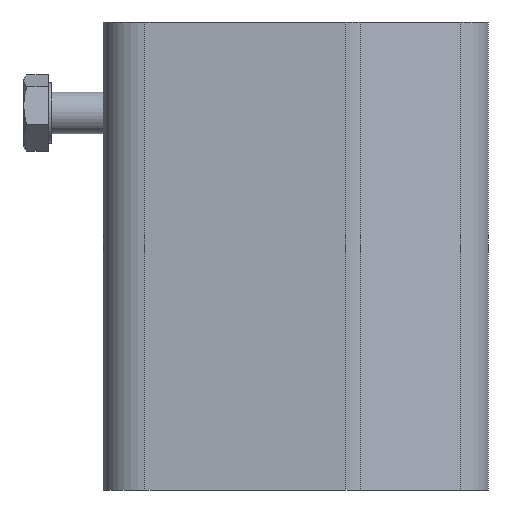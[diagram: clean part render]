
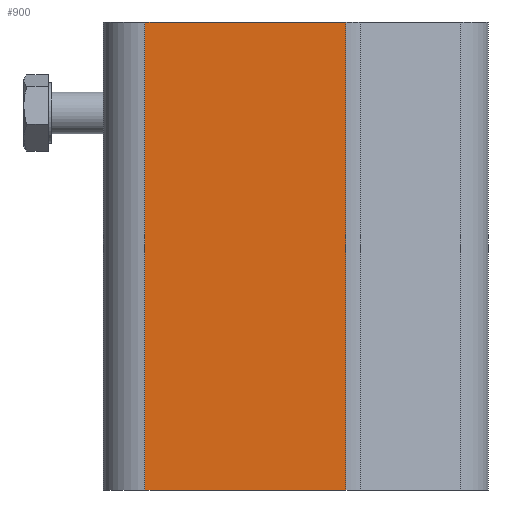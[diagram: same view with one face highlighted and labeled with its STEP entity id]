
A CAD part, left-side view. The second image highlights one B-rep face of the part: STEP entity #900.
In plain terms, the highlighted planar face has unit normal (-1, 0, 0).
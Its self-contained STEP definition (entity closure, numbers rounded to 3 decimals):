
#54=PLANE('',#1034);
#86=FACE_OUTER_BOUND('',#137,.T.);
#137=EDGE_LOOP('',(#660,#661,#662,#663));
#193=LINE('',#1417,#270);
#210=LINE('',#1474,#287);
#211=LINE('',#1477,#288);
#212=LINE('',#1478,#289);
#270=VECTOR('',#1138,10.);
#287=VECTOR('',#1185,10.);
#288=VECTOR('',#1188,10.);
#289=VECTOR('',#1189,10.);
#398=VERTEX_POINT('',#1414);
#399=VERTEX_POINT('',#1416);
#424=VERTEX_POINT('',#1472);
#425=VERTEX_POINT('',#1476);
#489=EDGE_CURVE('',#399,#398,#193,.T.);
#518=EDGE_CURVE('',#424,#398,#210,.T.);
#519=EDGE_CURVE('',#424,#425,#211,.T.);
#520=EDGE_CURVE('',#425,#399,#212,.T.);
#660=ORIENTED_EDGE('',*,*,#519,.T.);
#661=ORIENTED_EDGE('',*,*,#520,.T.);
#662=ORIENTED_EDGE('',*,*,#489,.T.);
#663=ORIENTED_EDGE('',*,*,#518,.F.);
#900=ADVANCED_FACE('',(#86),#54,.T.);
#1034=AXIS2_PLACEMENT_3D('',#1475,#1186,#1187);
#1138=DIRECTION('',(0.,-1.,0.));
#1185=DIRECTION('',(0.,0.,-1.));
#1186=DIRECTION('center_axis',(-1.,0.,0.));
#1187=DIRECTION('ref_axis',(0.,0.,1.));
#1188=DIRECTION('',(0.,1.,0.));
#1189=DIRECTION('',(0.,0.,-1.));
#1414=CARTESIAN_POINT('',(-39.5,21.353,-45.));
#1416=CARTESIAN_POINT('',(-39.5,60.,-45.));
#1417=CARTESIAN_POINT('',(-39.5,21.353,-45.));
#1472=CARTESIAN_POINT('',(-39.5,21.353,45.));
#1474=CARTESIAN_POINT('',(-39.5,21.353,0.));
#1475=CARTESIAN_POINT('Origin',(-39.5,21.353,0.));
#1476=CARTESIAN_POINT('',(-39.5,60.,45.));
#1477=CARTESIAN_POINT('',(-39.5,21.353,45.));
#1478=CARTESIAN_POINT('',(-39.5,60.,0.));
